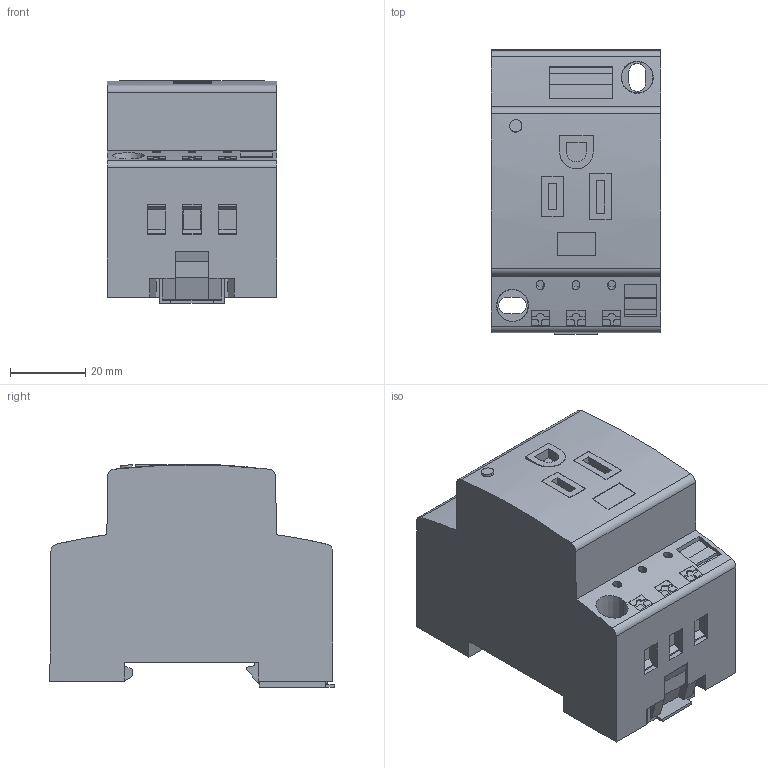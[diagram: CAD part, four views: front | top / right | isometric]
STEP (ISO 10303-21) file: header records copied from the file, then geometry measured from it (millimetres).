
FILE_DESCRIPTION(('Creo Elements/Direct Modeling STEP Export'),'2;1');
FILE_NAME('model.stp','2020-08-22T 1:18:23',(''),(''),'Creo Elements/Direct Modeling STEP processor for AP214 (Solid Model)','Creo Elements/Direct Modeling 20.1A 29-Sep-2018 (C) Parametric Technology GmbH','');
FILE_SCHEMA(('AUTOMOTIVE_DESIGN { 1 0 10303 214 1 1 1 1 }'));
Length unit declared in the file: millimetre
Products named in the file (2): 0804168_EO_AB_PT_LED_15-select
Assembly tree (1 placements, depth 2):
  0804168_EO_AB_PT_LED_15-select
    0804168_EO_AB_PT_LED_15-select
Bounding box: 45 x 75.48 x 59.15 mm (x, y, z)
Volume: 154578 mm3; surface area: 22108.3 mm2
Topology: 1 solids, 1 shells, 250 faces, 675 edges, 446 vertices
Faces by surface type: plane 208, extrusion 23, cylinder 15, cone 4
Entity records: 11668 total; most frequent: CARTESIAN_POINT 5006, ORIENTED_EDGE 1350, DIRECTION 1045, EDGE_CURVE 675, VECTOR 545, LINE 521, VERTEX_POINT 446, EDGE_LOOP 275
